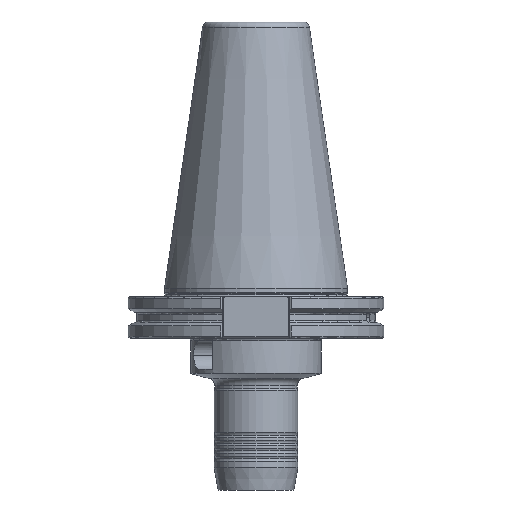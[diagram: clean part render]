
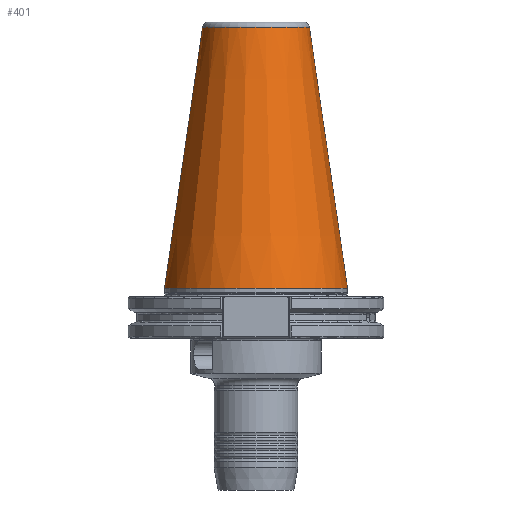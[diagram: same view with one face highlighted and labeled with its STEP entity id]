
A CAD part, front view. The second image highlights one B-rep face of the part: STEP entity #401.
In plain terms, the highlighted conical face has half-angle 8.297 degrees and reference radius 20.108 mm.
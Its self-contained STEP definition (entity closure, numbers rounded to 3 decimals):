
#59 = VECTOR ( 'NONE', #2636, 1000. ) ;
#401 = ADVANCED_FACE ( 'NONE', ( #2695 ), #7098, .T. ) ;
#651 = AXIS2_PLACEMENT_3D ( 'NONE', #3749, #8489, #4437 ) ;
#1203 = EDGE_CURVE ( 'NONE', #7122, #1611, #7218, .T. ) ;
#1506 = CARTESIAN_POINT ( 'NONE',  ( -20.389, 0., 99.675 ) ) ;
#1570 = CIRCLE ( 'NONE', #6818, 34.925 ) ;
#1611 = VERTEX_POINT ( 'NONE', #3017 ) ;
#1964 = EDGE_LOOP ( 'NONE', ( #5863, #6518, #7173, #8673 ) ) ;
#2098 = CARTESIAN_POINT ( 'NONE',  ( 20.108, 0., 101.6 ) ) ;
#2521 = AXIS2_PLACEMENT_3D ( 'NONE', #6717, #4722, #6750 ) ;
#2636 = DIRECTION ( 'NONE',  ( 0.144, 0., -0.99 ) ) ;
#2670 = CARTESIAN_POINT ( 'NONE',  ( 20.389, 0., 99.675 ) ) ;
#2695 = FACE_OUTER_BOUND ( 'NONE', #1964, .T. ) ;
#3017 = CARTESIAN_POINT ( 'NONE',  ( 34.925, 0., 0. ) ) ;
#3596 = EDGE_CURVE ( 'NONE', #5263, #8741, #8794, .T. ) ;
#3708 = CIRCLE ( 'NONE', #651, 20.389 ) ;
#3749 = CARTESIAN_POINT ( 'NONE',  ( 0., 0., 99.675 ) ) ;
#4437 = DIRECTION ( 'NONE',  ( 1., 0., 0. ) ) ;
#4722 = DIRECTION ( 'NONE',  ( 0., 0., -1. ) ) ;
#5220 = VECTOR ( 'NONE', #7053, 1000. ) ;
#5263 = VERTEX_POINT ( 'NONE', #1506 ) ;
#5553 = CARTESIAN_POINT ( 'NONE',  ( -34.925, 0., 0. ) ) ;
#5863 = ORIENTED_EDGE ( 'NONE', *, *, #1203, .F. ) ;
#5877 = DIRECTION ( 'NONE',  ( -1., 0., 0. ) ) ;
#5910 = DIRECTION ( 'NONE',  ( 0., 0., -1. ) ) ;
#5914 = EDGE_CURVE ( 'NONE', #1611, #8741, #1570, .T. ) ;
#5944 = CARTESIAN_POINT ( 'NONE',  ( 0., 0., 0. ) ) ;
#6518 = ORIENTED_EDGE ( 'NONE', *, *, #7447, .T. ) ;
#6717 = CARTESIAN_POINT ( 'NONE',  ( 0., 0., 101.6 ) ) ;
#6750 = DIRECTION ( 'NONE',  ( -1., 0., 0. ) ) ;
#6818 = AXIS2_PLACEMENT_3D ( 'NONE', #5944, #5910, #5877 ) ;
#7053 = DIRECTION ( 'NONE',  ( -0.144, 0., -0.99 ) ) ;
#7085 = CARTESIAN_POINT ( 'NONE',  ( -20.108, 0., 101.6 ) ) ;
#7098 = CONICAL_SURFACE ( 'NONE', #2521, 20.108, 0.145 ) ;
#7122 = VERTEX_POINT ( 'NONE', #2670 ) ;
#7173 = ORIENTED_EDGE ( 'NONE', *, *, #3596, .T. ) ;
#7218 = LINE ( 'NONE', #2098, #59 ) ;
#7447 = EDGE_CURVE ( 'NONE', #7122, #5263, #3708, .T. ) ;
#8489 = DIRECTION ( 'NONE',  ( 0., 0., -1. ) ) ;
#8673 = ORIENTED_EDGE ( 'NONE', *, *, #5914, .F. ) ;
#8741 = VERTEX_POINT ( 'NONE', #5553 ) ;
#8794 = LINE ( 'NONE', #7085, #5220 ) ;
